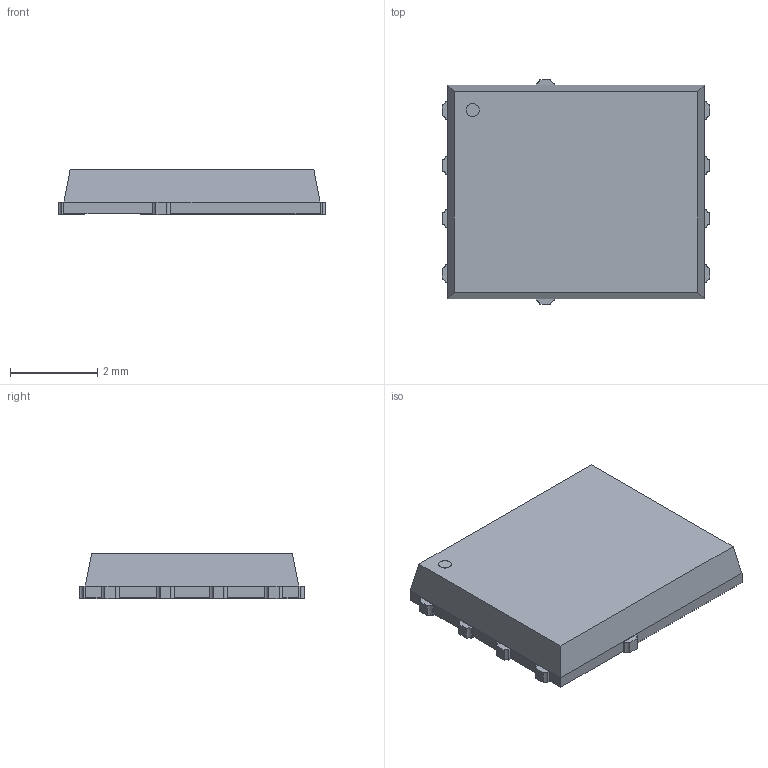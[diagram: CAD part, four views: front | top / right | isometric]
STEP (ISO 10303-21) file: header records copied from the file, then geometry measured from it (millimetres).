
FILE_DESCRIPTION(('FreeCAD Model'),'2;1');
FILE_NAME('SO_8_PPAK_SINGLE.step','2016-08-12T16:02:54',('Author'),(''), 'Open CASCADE STEP processor 6.8','FreeCAD','Unknown');
FILE_SCHEMA(('AUTOMOTIVE_DESIGN_CC2 { 1 2 10303 214 -1 1 5 4 }'));
Length unit declared in the file: millimetre
Products named in the file (2): ASSEMBLY; SO_8_PPAK_SINGLE
Assembly tree (1 placements, depth 2):
  ASSEMBLY
    SO_8_PPAK_SINGLE
Bounding box: 6.15 x 5.15 x 1.04 mm (x, y, z)
Volume: 28.7 mm3; surface area: 78.5 mm2
Topology: 1 solids, 1 shells, 97 faces, 278 edges, 184 vertices
Faces by surface type: plane 75, cylinder 22
Entity records: 9495 total; most frequent: CARTESIAN_POINT 3409, DIRECTION 958, LINE 658, VECTOR 658, ORIENTED_EDGE 556, PCURVE 556, DEFINITIONAL_REPRESENTATION 556, EDGE_CURVE 278
